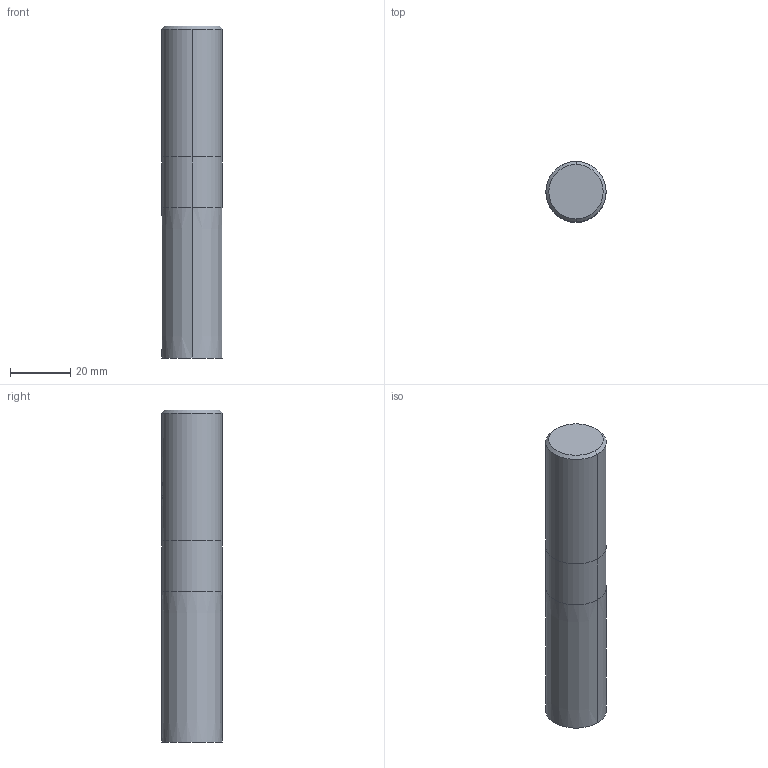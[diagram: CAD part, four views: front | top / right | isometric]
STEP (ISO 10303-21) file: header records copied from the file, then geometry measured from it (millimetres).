
FILE_DESCRIPTION(('no description'),'unknown implementation level');
FILE_NAME('solidOhxApM0uLKl4uVb1aR4nirDN5cc_1.STP',' ',('CIM GmbH Aachen'),('CADClick - KiM GmbH - www.kimweb.de'),'unknown preprocess','ACIS','unknown authorization');
FILE_SCHEMA(('automotive_design'));
Length unit declared in the file: millimetre
Products named in the file (2): 1; 2
Bounding box: 20 x 20 x 110 mm (x, y, z)
Volume: 34499.5 mm3; surface area: 10823 mm2
Topology: 2 solids, 2 shells, 32 faces, 79 edges, 52 vertices
Faces by surface type: cylinder 15, plane 13, cone 4
Entity records: 2293 total; most frequent: CARTESIAN_POINT 548, DIRECTION 170, STYLED_ITEM 165, PRESENTATION_STYLE_ASSIGNMENT 165, COLOUR_RGB 165, ORIENTED_EDGE 158, EDGE_CURVE 79, CURVE_STYLE 79
